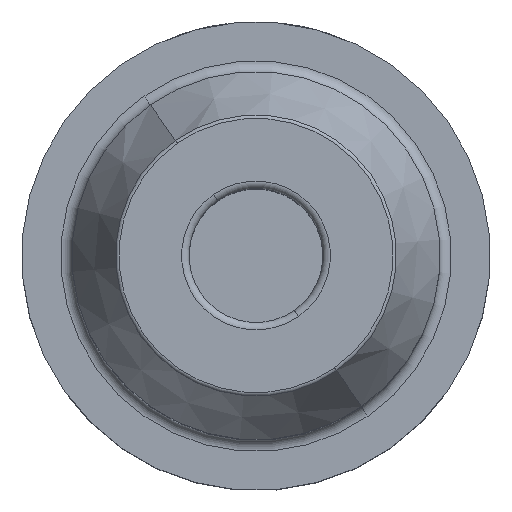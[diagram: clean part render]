
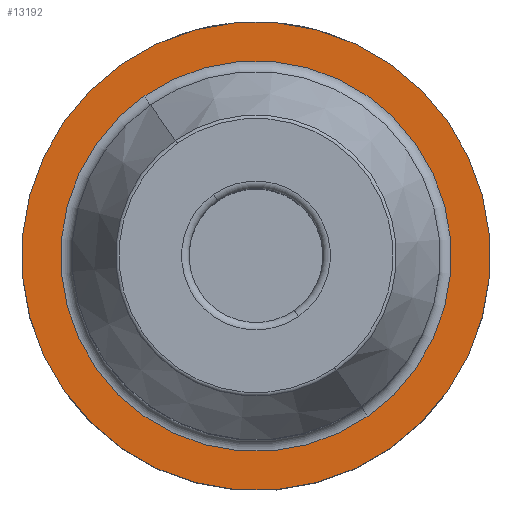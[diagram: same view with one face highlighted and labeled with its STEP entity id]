
A CAD part, top view. The second image highlights one B-rep face of the part: STEP entity #13192.
In plain terms, the highlighted planar face has unit normal (0, 0, 1).
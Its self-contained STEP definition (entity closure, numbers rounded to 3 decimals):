
#288=CARTESIAN_POINT('',(0.,0.,25.95));
#289=DIRECTION('',(0.,0.,1.));
#290=DIRECTION('',(-0.574,0.819,0.));
#291=AXIS2_PLACEMENT_3D('',#288,#289,#290);
#296=CARTESIAN_POINT('',(0.,0.,25.95));
#297=DIRECTION('',(0.,0.,-1.));
#298=DIRECTION('',(-0.574,0.819,0.));
#299=AXIS2_PLACEMENT_3D('',#296,#297,#298);
#318=CARTESIAN_POINT('',(0.,0.,25.95));
#319=DIRECTION('',(0.,0.,-1.));
#320=DIRECTION('',(-0.574,0.819,0.));
#321=AXIS2_PLACEMENT_3D('',#318,#319,#320);
#326=CARTESIAN_POINT('',(0.,0.,25.95));
#327=DIRECTION('',(0.,0.,1.));
#328=DIRECTION('',(-0.574,0.819,0.));
#329=AXIS2_PLACEMENT_3D('',#326,#327,#328);
#12685=CARTESIAN_POINT('',(-15.056,21.503,25.95));
#12686=VERTEX_POINT('',#12685);
#12687=CARTESIAN_POINT('',(-18.068,25.803,25.95));
#12689=VERTEX_POINT('',#12687);
#12757=CARTESIAN_POINT('',(15.056,-21.503,25.95));
#12758=VERTEX_POINT('',#12757);
#12759=CARTESIAN_POINT('',(18.068,-25.803,25.95));
#12761=VERTEX_POINT('',#12759);
#13177=CARTESIAN_POINT('',(0.,0.,25.95));
#13178=DIRECTION('',(0.,0.,1.));
#13179=DIRECTION('',(0.574,-0.819,0.));
#13180=AXIS2_PLACEMENT_3D('',#13177,#13178,#13179);
#13181=PLANE('',#13180);
#13183=ORIENTED_EDGE('',*,*,#13182,.T.);
#13185=ORIENTED_EDGE('',*,*,#13184,.F.);
#13186=EDGE_LOOP('',(#13183,#13185));
#13187=FACE_OUTER_BOUND('',#13186,.F.);
#13188=ORIENTED_EDGE('',*,*,#13159,.T.);
#13189=ORIENTED_EDGE('',*,*,#13170,.F.);
#13190=EDGE_LOOP('',(#13188,#13189));
#13191=FACE_BOUND('',#13190,.F.);
#13192=ADVANCED_FACE('',(#13187,#13191),#13181,.T.);
#292=CIRCLE('',#291,26.25);
#300=CIRCLE('',#299,26.25);
#322=CIRCLE('',#321,31.5);
#330=CIRCLE('',#329,31.5);
#13159=EDGE_CURVE('',#12686,#12758,#292,.T.);
#13170=EDGE_CURVE('',#12686,#12758,#300,.T.);
#13182=EDGE_CURVE('',#12689,#12761,#322,.T.);
#13184=EDGE_CURVE('',#12689,#12761,#330,.T.);
